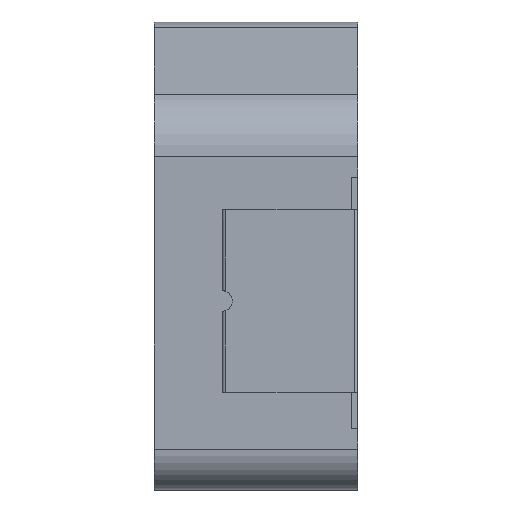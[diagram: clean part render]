
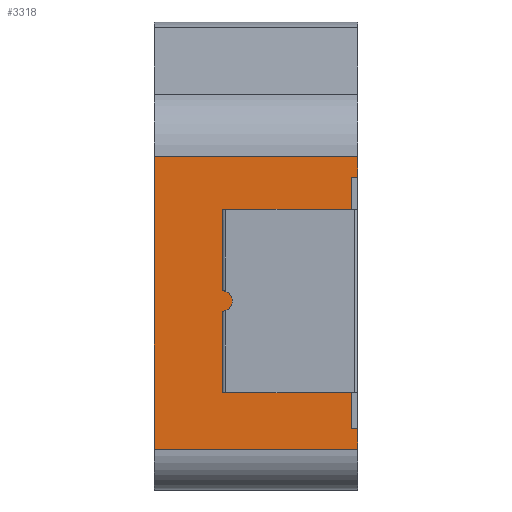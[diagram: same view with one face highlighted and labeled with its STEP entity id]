
A CAD part, left-side view. The second image highlights one B-rep face of the part: STEP entity #3318.
In plain terms, the highlighted planar face has unit normal (-1, 0, 0).
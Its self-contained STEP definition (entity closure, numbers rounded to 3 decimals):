
#16 = VECTOR ( 'NONE', #19, 1000. ) ;
#19 = DIRECTION ( 'NONE',  ( 0., -1., 0. ) ) ;
#40 = VERTEX_POINT ( 'NONE', #748 ) ;
#74 = VERTEX_POINT ( 'NONE', #548 ) ;
#89 = CARTESIAN_POINT ( 'NONE',  ( -1.141, 1.9, -5.141 ) ) ;
#117 = ORIENTED_EDGE ( 'NONE', *, *, #4441, .F. ) ;
#136 = LINE ( 'NONE', #727, #3996 ) ;
#137 = LINE ( 'NONE', #176, #531 ) ;
#159 = CARTESIAN_POINT ( 'NONE',  ( -1.141, 1.9, -5.141 ) ) ;
#173 = EDGE_CURVE ( 'NONE', #74, #1914, #3769, .T. ) ;
#176 = CARTESIAN_POINT ( 'NONE',  ( -1.141, 0.1, -1.968 ) ) ;
#214 = LINE ( 'NONE', #960, #4344 ) ;
#240 = LINE ( 'NONE', #1367, #3699 ) ;
#241 = LINE ( 'NONE', #3146, #4097 ) ;
#274 = AXIS2_PLACEMENT_3D ( 'NONE', #4648, #3991, #580 ) ;
#294 = ORIENTED_EDGE ( 'NONE', *, *, #3042, .T. ) ;
#337 = CARTESIAN_POINT ( 'NONE',  ( -1.141, 0., -5.668 ) ) ;
#352 = CARTESIAN_POINT ( 'NONE',  ( -1.141, 3., -5.977 ) ) ;
#414 = LINE ( 'NONE', #3334, #3460 ) ;
#415 = EDGE_CURVE ( 'NONE', #4010, #2875, #3943, .T. ) ;
#420 = VECTOR ( 'NONE', #664, 1000. ) ;
#451 = DIRECTION ( 'NONE',  ( 0., 1., 0. ) ) ;
#482 = CARTESIAN_POINT ( 'NONE',  ( -1.141, 3., -1.004 ) ) ;
#531 = VECTOR ( 'NONE', #1664, 1000. ) ;
#548 = CARTESIAN_POINT ( 'NONE',  ( -1.141, 1.9, -3.902 ) ) ;
#580 = DIRECTION ( 'NONE',  ( 0., 0., 1. ) ) ;
#582 = CARTESIAN_POINT ( 'NONE',  ( -1.141, 1.9, -5.141 ) ) ;
#594 = EDGE_CURVE ( 'NONE', #919, #1954, #2642, .T. ) ;
#664 = DIRECTION ( 'NONE',  ( 0., 0., -1. ) ) ;
#710 = DIRECTION ( 'NONE',  ( 0., -1., 0. ) ) ;
#727 = CARTESIAN_POINT ( 'NONE',  ( -1.141, 1.9, -5.141 ) ) ;
#748 = CARTESIAN_POINT ( 'NONE',  ( -1.141, 3., -1.659 ) ) ;
#784 = CARTESIAN_POINT ( 'NONE',  ( -1.141, 1.9, -3.679 ) ) ;
#865 = PLANE ( 'NONE',  #3576 ) ;
#882 = DIRECTION ( 'NONE',  ( 0., 0., 1. ) ) ;
#891 = EDGE_LOOP ( 'NONE', ( #3850, #3667, #3306, #4818 ) ) ;
#910 = VERTEX_POINT ( 'NONE', #4107 ) ;
#918 = CARTESIAN_POINT ( 'NONE',  ( -1.141, 2., -5.141 ) ) ;
#919 = VERTEX_POINT ( 'NONE', #784 ) ;
#925 = EDGE_CURVE ( 'NONE', #1450, #1089, #1875, .T. ) ;
#939 = FACE_BOUND ( 'NONE', #4588, .T. ) ;
#960 = CARTESIAN_POINT ( 'NONE',  ( -1.141, 2., -5.141 ) ) ;
#1010 = CARTESIAN_POINT ( 'NONE',  ( -1.141, 0.1, -1.968 ) ) ;
#1089 = VERTEX_POINT ( 'NONE', #3831 ) ;
#1142 = ORIENTED_EDGE ( 'NONE', *, *, #594, .F. ) ;
#1185 = LINE ( 'NONE', #2591, #2309 ) ;
#1217 = LINE ( 'NONE', #352, #16 ) ;
#1248 = VERTEX_POINT ( 'NONE', #2370 ) ;
#1263 = EDGE_LOOP ( 'NONE', ( #3211, #1777, #2421, #294, #2156, #4765, #1318, #3186, #2279, #2973 ) ) ;
#1318 = ORIENTED_EDGE ( 'NONE', *, *, #1901, .F. ) ;
#1334 = VECTOR ( 'NONE', #2270, 1000. ) ;
#1367 = CARTESIAN_POINT ( 'NONE',  ( -1.141, 2., -5.141 ) ) ;
#1450 = VERTEX_POINT ( 'NONE', #1778 ) ;
#1462 = CARTESIAN_POINT ( 'NONE',  ( -1.141, 2., -3.941 ) ) ;
#1598 = EDGE_CURVE ( 'NONE', #1954, #2523, #3960, .T. ) ;
#1613 = DIRECTION ( 'NONE',  ( -1., 0., 0. ) ) ;
#1617 = DIRECTION ( 'NONE',  ( 0., 0., -1. ) ) ;
#1664 = DIRECTION ( 'NONE',  ( 0., -1., 0. ) ) ;
#1764 = VECTOR ( 'NONE', #2616, 1000. ) ;
#1777 = ORIENTED_EDGE ( 'NONE', *, *, #925, .F. ) ;
#1778 = CARTESIAN_POINT ( 'NONE',  ( -1.141, 0., -1.659 ) ) ;
#1823 = FACE_BOUND ( 'NONE', #891, .T. ) ;
#1847 = EDGE_CURVE ( 'NONE', #2875, #1914, #214, .T. ) ;
#1851 = CARTESIAN_POINT ( 'NONE',  ( -1.141, 3., -1.004 ) ) ;
#1875 = LINE ( 'NONE', #4093, #1764 ) ;
#1901 = EDGE_CURVE ( 'NONE', #2510, #4790, #1185, .T. ) ;
#1914 = VERTEX_POINT ( 'NONE', #1462 ) ;
#1954 = VERTEX_POINT ( 'NONE', #2939 ) ;
#2029 = VERTEX_POINT ( 'NONE', #2959 ) ;
#2141 = EDGE_CURVE ( 'NONE', #4365, #1248, #1217, .T. ) ;
#2156 = ORIENTED_EDGE ( 'NONE', *, *, #2141, .T. ) ;
#2184 = CARTESIAN_POINT ( 'NONE',  ( -1.141, 0., -1.004 ) ) ;
#2243 = DIRECTION ( 'NONE',  ( 0., 0., -1. ) ) ;
#2264 = DIRECTION ( 'NONE',  ( 0., 1., 0. ) ) ;
#2270 = DIRECTION ( 'NONE',  ( 0., 0., -1. ) ) ;
#2279 = ORIENTED_EDGE ( 'NONE', *, *, #2797, .F. ) ;
#2283 = VECTOR ( 'NONE', #3800, 1000. ) ;
#2309 = VECTOR ( 'NONE', #710, 1000. ) ;
#2331 = DIRECTION ( 'NONE',  ( 0., 0., 1. ) ) ;
#2370 = CARTESIAN_POINT ( 'NONE',  ( -1.141, 0., -5.977 ) ) ;
#2421 = ORIENTED_EDGE ( 'NONE', *, *, #4279, .T. ) ;
#2443 = EDGE_CURVE ( 'NONE', #4398, #2523, #240, .T. ) ;
#2504 = CARTESIAN_POINT ( 'NONE',  ( -1.141, 2., -2.441 ) ) ;
#2510 = VERTEX_POINT ( 'NONE', #3277 ) ;
#2523 = VERTEX_POINT ( 'NONE', #2504 ) ;
#2591 = CARTESIAN_POINT ( 'NONE',  ( -1.141, 0.1, -5.668 ) ) ;
#2599 = EDGE_CURVE ( 'NONE', #4790, #1248, #3922, .T. ) ;
#2616 = DIRECTION ( 'NONE',  ( 0., 0., -1. ) ) ;
#2642 = LINE ( 'NONE', #159, #4331 ) ;
#2797 = EDGE_CURVE ( 'NONE', #4423, #2029, #241, .T. ) ;
#2818 = LINE ( 'NONE', #1010, #420 ) ;
#2875 = VERTEX_POINT ( 'NONE', #918 ) ;
#2932 = CIRCLE ( 'NONE', #4653, 0.15 ) ;
#2939 = CARTESIAN_POINT ( 'NONE',  ( -1.141, 1.9, -2.441 ) ) ;
#2959 = CARTESIAN_POINT ( 'NONE',  ( -1.141, 0.1, -5.141 ) ) ;
#2973 = ORIENTED_EDGE ( 'NONE', *, *, #4141, .F. ) ;
#3042 = EDGE_CURVE ( 'NONE', #40, #4365, #4451, .T. ) ;
#3078 = CARTESIAN_POINT ( 'NONE',  ( -1.141, 0.1, -1.968 ) ) ;
#3146 = CARTESIAN_POINT ( 'NONE',  ( -1.141, 0.1, -1.968 ) ) ;
#3186 = ORIENTED_EDGE ( 'NONE', *, *, #4350, .F. ) ;
#3211 = ORIENTED_EDGE ( 'NONE', *, *, #3537, .T. ) ;
#3277 = CARTESIAN_POINT ( 'NONE',  ( -1.141, 0.1, -5.668 ) ) ;
#3306 = ORIENTED_EDGE ( 'NONE', *, *, #415, .T. ) ;
#3318 = ADVANCED_FACE ( 'NONE', ( #939, #1823, #4058 ), #865, .T. ) ;
#3334 = CARTESIAN_POINT ( 'NONE',  ( -1.141, 3., -1.659 ) ) ;
#3349 = DIRECTION ( 'NONE',  ( 0., 0., 1. ) ) ;
#3375 = VECTOR ( 'NONE', #4221, 1000. ) ;
#3438 = CARTESIAN_POINT ( 'NONE',  ( -1.141, 3., -5.977 ) ) ;
#3460 = VECTOR ( 'NONE', #2264, 1000. ) ;
#3490 = CARTESIAN_POINT ( 'NONE',  ( -1.141, 1.9, -2.441 ) ) ;
#3537 = EDGE_CURVE ( 'NONE', #910, #1089, #137, .T. ) ;
#3576 = AXIS2_PLACEMENT_3D ( 'NONE', #482, #1613, #2331 ) ;
#3657 = DIRECTION ( 'NONE',  ( 0., 0., 1. ) ) ;
#3667 = ORIENTED_EDGE ( 'NONE', *, *, #4256, .F. ) ;
#3699 = VECTOR ( 'NONE', #3657, 1000. ) ;
#3715 = VECTOR ( 'NONE', #2243, 1000. ) ;
#3769 = CIRCLE ( 'NONE', #274, 0.15 ) ;
#3800 = DIRECTION ( 'NONE',  ( 0., 0., -1. ) ) ;
#3831 = CARTESIAN_POINT ( 'NONE',  ( -1.141, 0., -1.968 ) ) ;
#3850 = ORIENTED_EDGE ( 'NONE', *, *, #173, .F. ) ;
#3902 = DIRECTION ( 'NONE',  ( 1., 0., 0. ) ) ;
#3915 = CARTESIAN_POINT ( 'NONE',  ( -1.141, 2., -3.791 ) ) ;
#3922 = LINE ( 'NONE', #2184, #1334 ) ;
#3943 = LINE ( 'NONE', #89, #4007 ) ;
#3960 = LINE ( 'NONE', #3490, #3375 ) ;
#3991 = DIRECTION ( 'NONE',  ( 1., 0., 0. ) ) ;
#3996 = VECTOR ( 'NONE', #3349, 1000. ) ;
#4007 = VECTOR ( 'NONE', #451, 1000. ) ;
#4010 = VERTEX_POINT ( 'NONE', #582 ) ;
#4058 = FACE_OUTER_BOUND ( 'NONE', #1263, .T. ) ;
#4093 = CARTESIAN_POINT ( 'NONE',  ( -1.141, 0., -1.004 ) ) ;
#4097 = VECTOR ( 'NONE', #1617, 1000. ) ;
#4107 = CARTESIAN_POINT ( 'NONE',  ( -1.141, 0.1, -1.968 ) ) ;
#4141 = EDGE_CURVE ( 'NONE', #910, #4423, #2818, .T. ) ;
#4154 = CARTESIAN_POINT ( 'NONE',  ( -1.141, 0.1, -2.441 ) ) ;
#4218 = DIRECTION ( 'NONE',  ( 0., 0., 1. ) ) ;
#4221 = DIRECTION ( 'NONE',  ( 0., 1., 0. ) ) ;
#4238 = ORIENTED_EDGE ( 'NONE', *, *, #1598, .F. ) ;
#4256 = EDGE_CURVE ( 'NONE', #4010, #74, #136, .T. ) ;
#4279 = EDGE_CURVE ( 'NONE', #1450, #40, #414, .T. ) ;
#4329 = DIRECTION ( 'NONE',  ( 0., 0., 1. ) ) ;
#4331 = VECTOR ( 'NONE', #4218, 1000. ) ;
#4344 = VECTOR ( 'NONE', #4329, 1000. ) ;
#4350 = EDGE_CURVE ( 'NONE', #2029, #2510, #4381, .T. ) ;
#4365 = VERTEX_POINT ( 'NONE', #3438 ) ;
#4381 = LINE ( 'NONE', #3078, #2283 ) ;
#4398 = VERTEX_POINT ( 'NONE', #4568 ) ;
#4423 = VERTEX_POINT ( 'NONE', #4154 ) ;
#4441 = EDGE_CURVE ( 'NONE', #4398, #919, #2932, .T. ) ;
#4451 = LINE ( 'NONE', #1851, #3715 ) ;
#4467 = ORIENTED_EDGE ( 'NONE', *, *, #2443, .T. ) ;
#4568 = CARTESIAN_POINT ( 'NONE',  ( -1.141, 2., -3.641 ) ) ;
#4588 = EDGE_LOOP ( 'NONE', ( #1142, #117, #4467, #4238 ) ) ;
#4648 = CARTESIAN_POINT ( 'NONE',  ( -1.141, 2., -3.791 ) ) ;
#4653 = AXIS2_PLACEMENT_3D ( 'NONE', #3915, #3902, #882 ) ;
#4765 = ORIENTED_EDGE ( 'NONE', *, *, #2599, .F. ) ;
#4790 = VERTEX_POINT ( 'NONE', #337 ) ;
#4818 = ORIENTED_EDGE ( 'NONE', *, *, #1847, .T. ) ;
